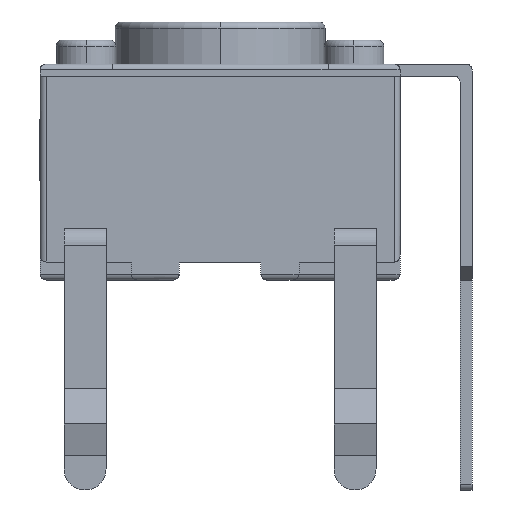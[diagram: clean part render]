
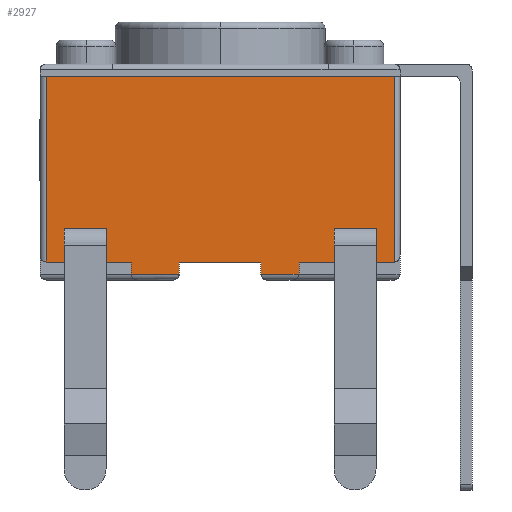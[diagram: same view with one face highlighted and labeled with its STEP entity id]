
A CAD part, left-side view. The second image highlights one B-rep face of the part: STEP entity #2927.
In plain terms, the highlighted planar face has unit normal (-1, 0, 0).
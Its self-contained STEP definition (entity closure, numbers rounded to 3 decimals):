
#42 = ORIENTED_EDGE ( 'NONE', *, *, #2255, .F. ) ;
#104 = VERTEX_POINT ( 'NONE', #19051 ) ;
#232 = ORIENTED_EDGE ( 'NONE', *, *, #4828, .F. ) ;
#307 = CARTESIAN_POINT ( 'NONE',  ( -3., -0.68, -3.3 ) ) ;
#439 = VECTOR ( 'NONE', #18329, 1000. ) ;
#569 = CARTESIAN_POINT ( 'NONE',  ( -3., 1.482, -3.3 ) ) ;
#607 = EDGE_CURVE ( 'NONE', #13542, #10879, #6140, .T. ) ;
#659 = LINE ( 'NONE', #16522, #16924 ) ;
#741 = VECTOR ( 'NONE', #3057, 1000. ) ;
#880 = ORIENTED_EDGE ( 'NONE', *, *, #19928, .T. ) ;
#949 = FACE_OUTER_BOUND ( 'NONE', #10581, .T. ) ;
#1081 = VECTOR ( 'NONE', #4634, 1000. ) ;
#1234 = CARTESIAN_POINT ( 'NONE',  ( -3., -3., -3.1 ) ) ;
#1685 = VECTOR ( 'NONE', #16916, 1000. ) ;
#1956 = CARTESIAN_POINT ( 'NONE',  ( -3., -0.68, -3.1 ) ) ;
#2207 = CARTESIAN_POINT ( 'NONE',  ( -3., -2.6, -2.537 ) ) ;
#2217 = EDGE_CURVE ( 'NONE', #20231, #21690, #8218, .T. ) ;
#2255 = EDGE_CURVE ( 'NONE', #17105, #18434, #10342, .T. ) ;
#2347 = LINE ( 'NONE', #21966, #439 ) ;
#2485 = PLANE ( 'NONE',  #11718 ) ;
#2927 = ADVANCED_FACE ( 'NONE', ( #949 ), #2485, .F. ) ;
#3057 = DIRECTION ( 'NONE',  ( 0., 1., 0. ) ) ;
#3532 = LINE ( 'NONE', #5407, #9469 ) ;
#4261 = VERTEX_POINT ( 'NONE', #18419 ) ;
#4415 = VECTOR ( 'NONE', #6030, 1000. ) ;
#4634 = DIRECTION ( 'NONE',  ( 0., 1., 0. ) ) ;
#4713 = ORIENTED_EDGE ( 'NONE', *, *, #13458, .T. ) ;
#4733 = LINE ( 'NONE', #8033, #4415 ) ;
#4828 = EDGE_CURVE ( 'NONE', #18434, #20231, #10967, .T. ) ;
#5054 = CARTESIAN_POINT ( 'NONE',  ( -3., -2.6, -2.537 ) ) ;
#5108 = EDGE_CURVE ( 'NONE', #17924, #14976, #22685, .T. ) ;
#5407 = CARTESIAN_POINT ( 'NONE',  ( -3., 0.68, -3.1 ) ) ;
#6030 = DIRECTION ( 'NONE',  ( 0., 0., -1. ) ) ;
#6140 = LINE ( 'NONE', #13175, #1685 ) ;
#6201 = ORIENTED_EDGE ( 'NONE', *, *, #7601, .T. ) ;
#6380 = VECTOR ( 'NONE', #18250, 1000. ) ;
#6436 = ORIENTED_EDGE ( 'NONE', *, *, #15889, .F. ) ;
#6561 = ORIENTED_EDGE ( 'NONE', *, *, #2217, .F. ) ;
#6697 = DIRECTION ( 'NONE',  ( 0., 1., 0. ) ) ;
#6899 = CARTESIAN_POINT ( 'NONE',  ( -3., -1.317, -3.3 ) ) ;
#6953 = VERTEX_POINT ( 'NONE', #17676 ) ;
#6976 = CARTESIAN_POINT ( 'NONE',  ( -3., -0.68, -3.1 ) ) ;
#7053 = DIRECTION ( 'NONE',  ( 0., 0., -1. ) ) ;
#7314 = ORIENTED_EDGE ( 'NONE', *, *, #16832, .F. ) ;
#7506 = CARTESIAN_POINT ( 'NONE',  ( -3., 2.9, -3.4 ) ) ;
#7601 = EDGE_CURVE ( 'NONE', #14976, #22170, #16423, .T. ) ;
#7697 = ORIENTED_EDGE ( 'NONE', *, *, #11817, .F. ) ;
#8033 = CARTESIAN_POINT ( 'NONE',  ( -3., -1.317, -3.1 ) ) ;
#8040 = VERTEX_POINT ( 'NONE', #9068 ) ;
#8067 = VERTEX_POINT ( 'NONE', #6976 ) ;
#8218 = LINE ( 'NONE', #20785, #15502 ) ;
#8261 = VECTOR ( 'NONE', #19456, 1000. ) ;
#8502 = VERTEX_POINT ( 'NONE', #569 ) ;
#8569 = DIRECTION ( 'NONE',  ( 0., 0., -1. ) ) ;
#8621 = VECTOR ( 'NONE', #21863, 1000. ) ;
#8698 = DIRECTION ( 'NONE',  ( 0., 0., -1. ) ) ;
#8747 = LINE ( 'NONE', #14032, #8261 ) ;
#9068 = CARTESIAN_POINT ( 'NONE',  ( -3., 1.482, -3.1 ) ) ;
#9469 = VECTOR ( 'NONE', #7053, 1000. ) ;
#9509 = DIRECTION ( 'NONE',  ( 0., 1., 0. ) ) ;
#9552 = ORIENTED_EDGE ( 'NONE', *, *, #11696, .T. ) ;
#9691 = VECTOR ( 'NONE', #16169, 1000. ) ;
#9806 = VECTOR ( 'NONE', #8569, 1000. ) ;
#9997 = ORIENTED_EDGE ( 'NONE', *, *, #5108, .T. ) ;
#10281 = LINE ( 'NONE', #1234, #1081 ) ;
#10342 = LINE ( 'NONE', #22891, #16965 ) ;
#10581 = EDGE_LOOP ( 'NONE', ( #9552, #14540, #7697, #22497, #880, #20445, #6436, #6561, #232, #42, #4713, #7314, #14987, #9997, #6201, #16035 ) ) ;
#10879 = VERTEX_POINT ( 'NONE', #6899 ) ;
#10967 = LINE ( 'NONE', #16573, #6380 ) ;
#11696 = EDGE_CURVE ( 'NONE', #8040, #8502, #20903, .T. ) ;
#11718 = AXIS2_PLACEMENT_3D ( 'NONE', #22332, #22434, #17510 ) ;
#11817 = EDGE_CURVE ( 'NONE', #6953, #104, #3532, .T. ) ;
#11993 = CARTESIAN_POINT ( 'NONE',  ( -3., -3., 0. ) ) ;
#12226 = VECTOR ( 'NONE', #14653, 1000. ) ;
#13120 = DIRECTION ( 'NONE',  ( 0., -1., 0. ) ) ;
#13175 = CARTESIAN_POINT ( 'NONE',  ( -3., -1.317, -3.3 ) ) ;
#13314 = CARTESIAN_POINT ( 'NONE',  ( -3., 2.9, 0. ) ) ;
#13458 = EDGE_CURVE ( 'NONE', #17105, #20577, #17730, .T. ) ;
#13542 = VERTEX_POINT ( 'NONE', #307 ) ;
#14032 = CARTESIAN_POINT ( 'NONE',  ( -3., 3., -3.1 ) ) ;
#14540 = ORIENTED_EDGE ( 'NONE', *, *, #19407, .T. ) ;
#14653 = DIRECTION ( 'NONE',  ( 0., 0., -1. ) ) ;
#14976 = VERTEX_POINT ( 'NONE', #13314 ) ;
#14987 = ORIENTED_EDGE ( 'NONE', *, *, #17861, .T. ) ;
#15502 = VECTOR ( 'NONE', #9509, 1000. ) ;
#15889 = EDGE_CURVE ( 'NONE', #21690, #10879, #4733, .T. ) ;
#16035 = ORIENTED_EDGE ( 'NONE', *, *, #18788, .F. ) ;
#16169 = DIRECTION ( 'NONE',  ( 0., 1., 0. ) ) ;
#16423 = LINE ( 'NONE', #7506, #12226 ) ;
#16522 = CARTESIAN_POINT ( 'NONE',  ( -3., 0.68, -3.3 ) ) ;
#16573 = CARTESIAN_POINT ( 'NONE',  ( -3., -1.9, -2.537 ) ) ;
#16832 = EDGE_CURVE ( 'NONE', #4261, #20577, #10281, .T. ) ;
#16916 = DIRECTION ( 'NONE',  ( 0., -1., 0. ) ) ;
#16924 = VECTOR ( 'NONE', #13120, 1000. ) ;
#16965 = VECTOR ( 'NONE', #6697, 1000. ) ;
#17105 = VERTEX_POINT ( 'NONE', #2207 ) ;
#17290 = EDGE_CURVE ( 'NONE', #8067, #6953, #18061, .T. ) ;
#17510 = DIRECTION ( 'NONE',  ( 0., 0., -1. ) ) ;
#17676 = CARTESIAN_POINT ( 'NONE',  ( -3., 0.68, -3.1 ) ) ;
#17730 = LINE ( 'NONE', #5054, #9806 ) ;
#17861 = EDGE_CURVE ( 'NONE', #4261, #17924, #21629, .T. ) ;
#17924 = VERTEX_POINT ( 'NONE', #19074 ) ;
#18061 = LINE ( 'NONE', #1956, #9691 ) ;
#18099 = CARTESIAN_POINT ( 'NONE',  ( -3., -1.9, -2.537 ) ) ;
#18250 = DIRECTION ( 'NONE',  ( 0., 0., -1. ) ) ;
#18329 = DIRECTION ( 'NONE',  ( 0., 0., -1. ) ) ;
#18419 = CARTESIAN_POINT ( 'NONE',  ( -3., -2.9, -3.1 ) ) ;
#18434 = VERTEX_POINT ( 'NONE', #18099 ) ;
#18788 = EDGE_CURVE ( 'NONE', #8040, #22170, #8747, .T. ) ;
#19051 = CARTESIAN_POINT ( 'NONE',  ( -3., 0.68, -3.3 ) ) ;
#19074 = CARTESIAN_POINT ( 'NONE',  ( -3., -2.9, 0. ) ) ;
#19284 = VECTOR ( 'NONE', #8698, 1000. ) ;
#19407 = EDGE_CURVE ( 'NONE', #8502, #104, #659, .T. ) ;
#19422 = CARTESIAN_POINT ( 'NONE',  ( -3., 1.482, -3.1 ) ) ;
#19456 = DIRECTION ( 'NONE',  ( 0., 1., 0. ) ) ;
#19548 = CARTESIAN_POINT ( 'NONE',  ( -3., -1.317, -3.1 ) ) ;
#19575 = CARTESIAN_POINT ( 'NONE',  ( -3., -2.6, -3.1 ) ) ;
#19928 = EDGE_CURVE ( 'NONE', #8067, #13542, #2347, .T. ) ;
#20231 = VERTEX_POINT ( 'NONE', #21324 ) ;
#20445 = ORIENTED_EDGE ( 'NONE', *, *, #607, .T. ) ;
#20577 = VERTEX_POINT ( 'NONE', #19575 ) ;
#20785 = CARTESIAN_POINT ( 'NONE',  ( -3., -3., -3.1 ) ) ;
#20903 = LINE ( 'NONE', #19422, #19284 ) ;
#21324 = CARTESIAN_POINT ( 'NONE',  ( -3., -1.9, -3.1 ) ) ;
#21629 = LINE ( 'NONE', #22087, #8621 ) ;
#21690 = VERTEX_POINT ( 'NONE', #19548 ) ;
#21863 = DIRECTION ( 'NONE',  ( 0., 0., 1. ) ) ;
#21966 = CARTESIAN_POINT ( 'NONE',  ( -3., -0.68, -3.1 ) ) ;
#22087 = CARTESIAN_POINT ( 'NONE',  ( -3., -2.9, -3.4 ) ) ;
#22170 = VERTEX_POINT ( 'NONE', #22723 ) ;
#22332 = CARTESIAN_POINT ( 'NONE',  ( -3., -3., -3.4 ) ) ;
#22434 = DIRECTION ( 'NONE',  ( 1., 0., 0. ) ) ;
#22497 = ORIENTED_EDGE ( 'NONE', *, *, #17290, .F. ) ;
#22685 = LINE ( 'NONE', #11993, #741 ) ;
#22723 = CARTESIAN_POINT ( 'NONE',  ( -3., 2.9, -3.1 ) ) ;
#22891 = CARTESIAN_POINT ( 'NONE',  ( -3., -2.6, -2.537 ) ) ;
